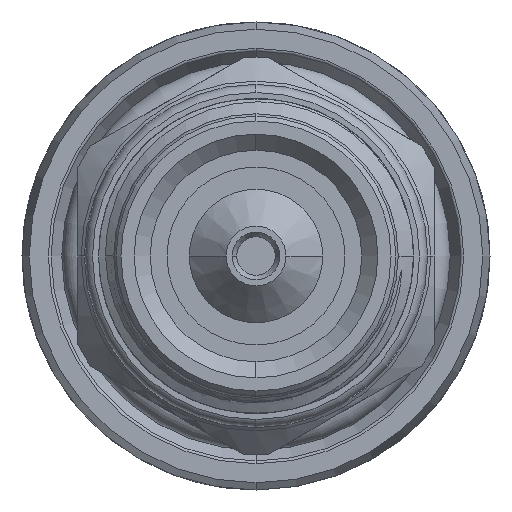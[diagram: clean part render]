
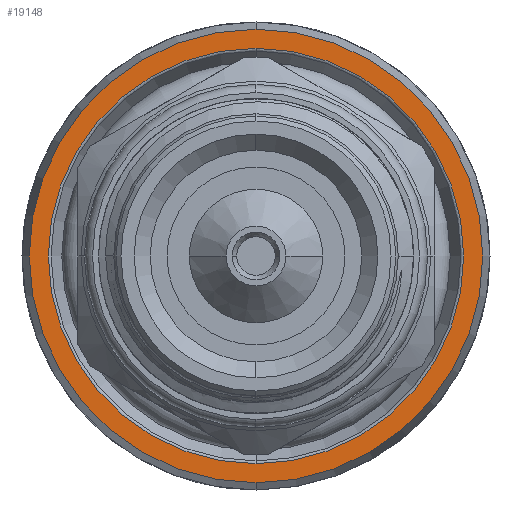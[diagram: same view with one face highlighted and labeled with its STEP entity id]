
A CAD part, left-side view. The second image highlights one B-rep face of the part: STEP entity #19148.
In plain terms, the highlighted planar face has unit normal (-1, 0, 0).
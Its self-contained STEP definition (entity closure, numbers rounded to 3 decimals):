
#1863 = DIRECTION ( 'NONE',  ( -1., 0., 0. ) ) ;
#1887 = DIRECTION ( 'NONE',  ( 0., 0., -1. ) ) ;
#2201 = CARTESIAN_POINT ( 'NONE',  ( 60.15, 0., 0. ) ) ;
#2863 = CIRCLE ( 'NONE', #7507, 14.15 ) ;
#2928 = CIRCLE ( 'NONE', #7133, 12.959 ) ;
#5574 = VERTEX_POINT ( 'NONE', #13167 ) ;
#5578 = VERTEX_POINT ( 'NONE', #13695 ) ;
#5623 = VERTEX_POINT ( 'NONE', #33749 ) ;
#5670 = VERTEX_POINT ( 'NONE', #33012 ) ;
#7056 = AXIS2_PLACEMENT_3D ( 'NONE', #2201, #1863, #1887 ) ;
#7133 = AXIS2_PLACEMENT_3D ( 'NONE', #9052, #9054, #8864 ) ;
#7507 = AXIS2_PLACEMENT_3D ( 'NONE', #9859, #9609, #9638 ) ;
#7570 = AXIS2_PLACEMENT_3D ( 'NONE', #11253, #11248, #11621 ) ;
#8864 = DIRECTION ( 'NONE',  ( 0., 0., -1. ) ) ;
#9052 = CARTESIAN_POINT ( 'NONE',  ( 60.15, 0., 0. ) ) ;
#9054 = DIRECTION ( 'NONE',  ( -1., 0., 0. ) ) ;
#9609 = DIRECTION ( 'NONE',  ( -1., 0., 0. ) ) ;
#9638 = DIRECTION ( 'NONE',  ( 0., 0., -1. ) ) ;
#9859 = CARTESIAN_POINT ( 'NONE',  ( 60.15, 0., 0. ) ) ;
#10714 = EDGE_LOOP ( 'NONE', ( #27414, #27641 ) ) ;
#10757 = EDGE_LOOP ( 'NONE', ( #27963, #26347 ) ) ;
#11248 = DIRECTION ( 'NONE',  ( -1., 0., 0. ) ) ;
#11253 = CARTESIAN_POINT ( 'NONE',  ( 60.15, 0., 0. ) ) ;
#11621 = DIRECTION ( 'NONE',  ( 0., 0., -1. ) ) ;
#11667 = CIRCLE ( 'NONE', #7056, 12.959 ) ;
#13167 = CARTESIAN_POINT ( 'NONE',  ( 60.15, 0., 14.15 ) ) ;
#13695 = CARTESIAN_POINT ( 'NONE',  ( 60.15, 0., -14.15 ) ) ;
#19148 = ADVANCED_FACE ( 'NONE', ( #26111, #26296 ), #35579, .F. ) ;
#26111 = FACE_BOUND ( 'NONE', #10757, .T. ) ;
#26296 = FACE_OUTER_BOUND ( 'NONE', #10714, .T. ) ;
#26347 = ORIENTED_EDGE ( 'NONE', *, *, #30921, .F. ) ;
#27414 = ORIENTED_EDGE ( 'NONE', *, *, #32221, .T. ) ;
#27641 = ORIENTED_EDGE ( 'NONE', *, *, #31714, .T. ) ;
#27963 = ORIENTED_EDGE ( 'NONE', *, *, #31761, .F. ) ;
#30921 = EDGE_CURVE ( 'NONE', #5670, #5623, #11667, .T. ) ;
#31313 = AXIS2_PLACEMENT_3D ( 'NONE', #35583, #35574, #35573 ) ;
#31714 = EDGE_CURVE ( 'NONE', #5578, #5574, #2863, .T. ) ;
#31761 = EDGE_CURVE ( 'NONE', #5623, #5670, #2928, .T. ) ;
#32221 = EDGE_CURVE ( 'NONE', #5574, #5578, #33203, .T. ) ;
#33012 = CARTESIAN_POINT ( 'NONE',  ( 60.15, 0., 12.959 ) ) ;
#33203 = CIRCLE ( 'NONE', #7570, 14.15 ) ;
#33749 = CARTESIAN_POINT ( 'NONE',  ( 60.15, 0., -12.959 ) ) ;
#35573 = DIRECTION ( 'NONE',  ( 0., 0., 1. ) ) ;
#35574 = DIRECTION ( 'NONE',  ( 1., 0., 0. ) ) ;
#35579 = PLANE ( 'NONE',  #31313 ) ;
#35583 = CARTESIAN_POINT ( 'NONE',  ( 60.15, 14.15, 0. ) ) ;
